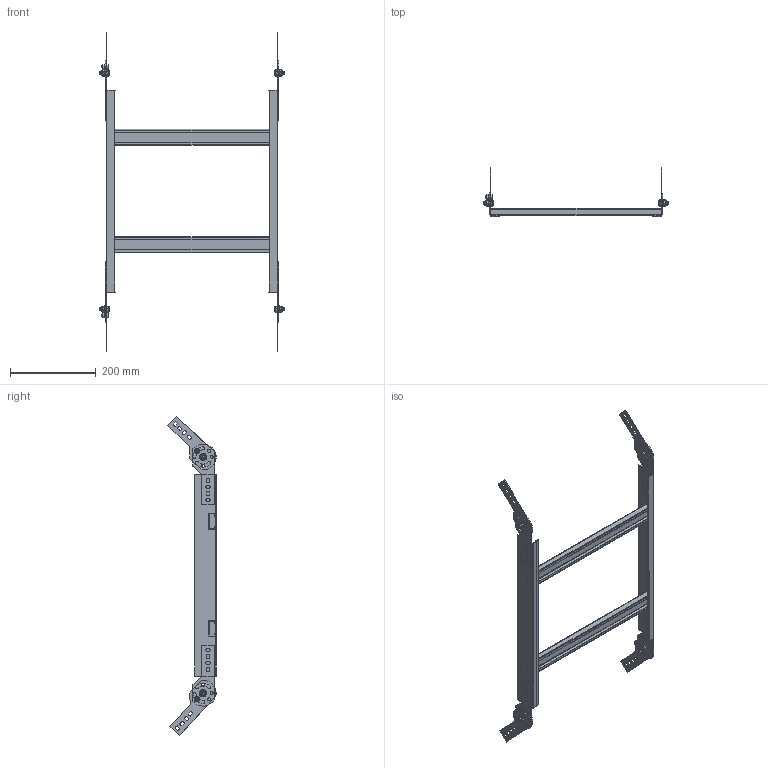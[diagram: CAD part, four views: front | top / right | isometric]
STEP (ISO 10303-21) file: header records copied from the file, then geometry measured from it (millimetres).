
FILE_DESCRIPTION (( 'STEP AP203' ), '1' );
FILE_NAME ('Óãîë âåðòèêàëüíûé øàðíèðíûé_LE5004.STEP', '2012-12-20T09:15:33', ( 'Àñååâ' ), ( '' ), 'SwSTEP 2.0', 'SolidWorks 2012', '' );
FILE_SCHEMA (( 'CONFIG_CONTROL_DESIGN' ));
Length unit declared in the file: millimetre
Products named in the file (1): 鱼铍 忮痱桕嚯 痦桊睇開LE5004
Bounding box: 429 x 113.59 x 743.48 mm (x, y, z)
Volume: 226007.8 mm3; surface area: 328920.3 mm2
Topology: 5 solids, 5 shells, 644 faces, 1636 edges, 1048 vertices
Faces by surface type: plane 364, cylinder 242, cone 32, torus 6
Full cylindrical faces by diameter (mm): 5.7 x2, 6 x4, 6.4 x2, 7 x16, 7.64 x4, 8 x8, 8.4 x4, 8.5 x6, 10 x2, 12.5 x2, 17 x4
Entity records: 19433 total; most frequent: CARTESIAN_POINT 3937, DIRECTION 3246, ORIENTED_EDGE 3036, EDGE_CURVE 1518, AXIS2_PLACEMENT_3D 1191, VERTEX_POINT 1010, EDGE_LOOP 868, VECTOR 864
